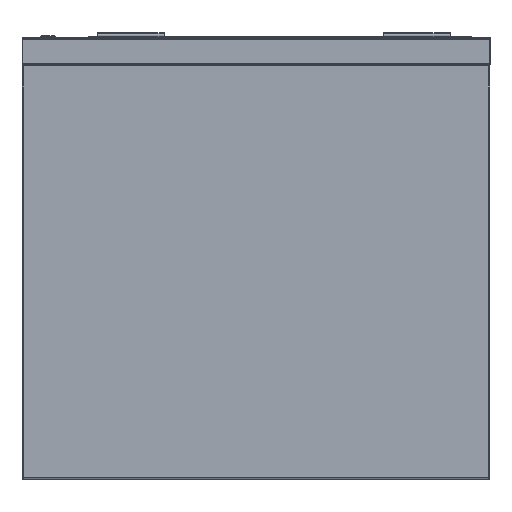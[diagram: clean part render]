
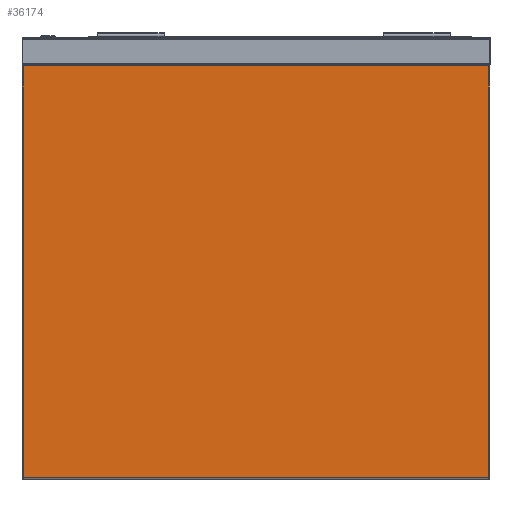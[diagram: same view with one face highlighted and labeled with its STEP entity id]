
A CAD part, left-side view. The second image highlights one B-rep face of the part: STEP entity #36174.
In plain terms, the highlighted planar face has unit normal (-1, 0, 0).
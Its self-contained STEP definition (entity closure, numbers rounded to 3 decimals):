
#538 = LINE ( 'NONE', #23419, #11090 ) ;
#700 = PLANE ( 'NONE',  #28523 ) ;
#1981 = DIRECTION ( 'NONE',  ( 0., 0., 1. ) ) ;
#4634 = CARTESIAN_POINT ( 'NONE',  ( -660., -348., -658. ) ) ;
#4674 = DIRECTION ( 'NONE',  ( 0., 1., 0. ) ) ;
#4805 = CARTESIAN_POINT ( 'NONE',  ( -660., 348., -660. ) ) ;
#9046 = VECTOR ( 'NONE', #1981, 1000. ) ;
#10068 = ORIENTED_EDGE ( 'NONE', *, *, #25714, .T. ) ;
#10348 = LINE ( 'NONE', #4805, #12066 ) ;
#10403 = LINE ( 'NONE', #21277, #26684 ) ;
#10799 = CARTESIAN_POINT ( 'NONE',  ( -660., 348., -658. ) ) ;
#11090 = VECTOR ( 'NONE', #14413, 1000. ) ;
#12066 = VECTOR ( 'NONE', #27471, 1000. ) ;
#13217 = ORIENTED_EDGE ( 'NONE', *, *, #34792, .T. ) ;
#14413 = DIRECTION ( 'NONE',  ( 0., -1., 0. ) ) ;
#15978 = ORIENTED_EDGE ( 'NONE', *, *, #34050, .T. ) ;
#16003 = EDGE_LOOP ( 'NONE', ( #15978, #17108, #13217, #10068 ) ) ;
#16578 = CARTESIAN_POINT ( 'NONE',  ( -660., -348., -42. ) ) ;
#17108 = ORIENTED_EDGE ( 'NONE', *, *, #20511, .T. ) ;
#19922 = DIRECTION ( 'NONE',  ( 0., 0., 1. ) ) ;
#20511 = EDGE_CURVE ( 'NONE', #29107, #29625, #10403, .T. ) ;
#21277 = CARTESIAN_POINT ( 'NONE',  ( -660., 350., -42. ) ) ;
#21602 = CARTESIAN_POINT ( 'NONE',  ( -660., 348., -42. ) ) ;
#23419 = CARTESIAN_POINT ( 'NONE',  ( -660., -350., -658. ) ) ;
#25714 = EDGE_CURVE ( 'NONE', #26319, #35942, #538, .T. ) ;
#26319 = VERTEX_POINT ( 'NONE', #10799 ) ;
#26684 = VECTOR ( 'NONE', #4674, 1000. ) ;
#27053 = LINE ( 'NONE', #33120, #9046 ) ;
#27471 = DIRECTION ( 'NONE',  ( 0., 0., -1. ) ) ;
#28523 = AXIS2_PLACEMENT_3D ( 'NONE', #30972, #31664, #19922 ) ;
#29107 = VERTEX_POINT ( 'NONE', #16578 ) ;
#29625 = VERTEX_POINT ( 'NONE', #21602 ) ;
#30972 = CARTESIAN_POINT ( 'NONE',  ( -660., -350., -660. ) ) ;
#31664 = DIRECTION ( 'NONE',  ( -1., 0., 0. ) ) ;
#33120 = CARTESIAN_POINT ( 'NONE',  ( -660., -348., -660. ) ) ;
#34050 = EDGE_CURVE ( 'NONE', #35942, #29107, #27053, .T. ) ;
#34241 = FACE_OUTER_BOUND ( 'NONE', #16003, .T. ) ;
#34792 = EDGE_CURVE ( 'NONE', #29625, #26319, #10348, .T. ) ;
#35942 = VERTEX_POINT ( 'NONE', #4634 ) ;
#36174 = ADVANCED_FACE ( 'Fl�che7', ( #34241 ), #700, .T. ) ;
